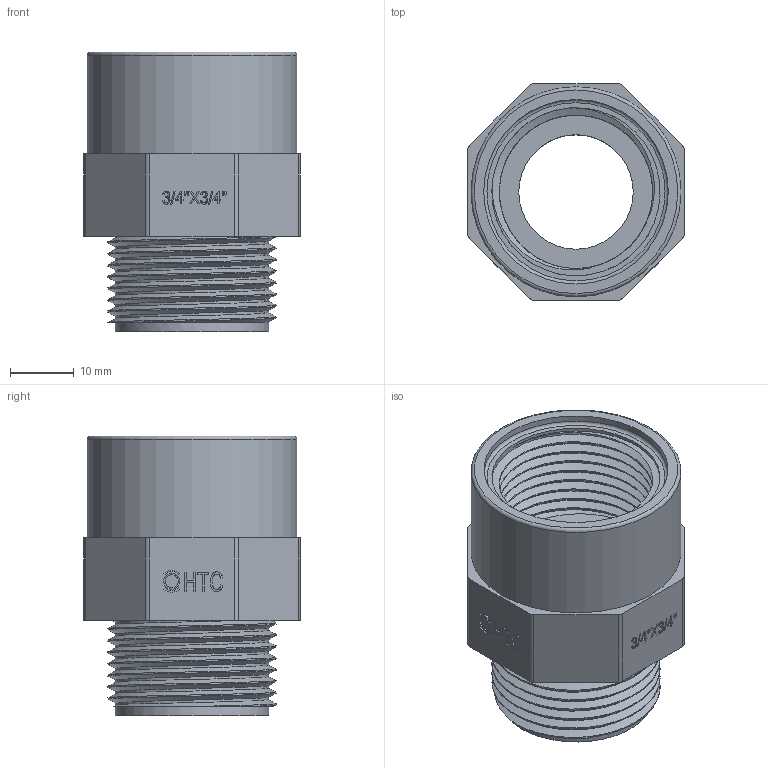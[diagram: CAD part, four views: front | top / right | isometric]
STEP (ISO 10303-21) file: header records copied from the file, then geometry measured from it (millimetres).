
FILE_DESCRIPTION(/* description */ (''),/* implementation_level */ '2;1');
FILE_NAME(/* name */ 'Z1A025025.stp',/* time_stamp */ '2025-05-15T16:14:00+08:00',/* author */ (''),/* organization */ (''),/* preprocessor_version */ 'ST-DEVELOPER v16.7',/* originating_system */ 'SIEMENS PLM Software NX 12.0',/* authorisation */ '');
FILE_SCHEMA (('AUTOMOTIVE_DESIGN { 1 0 10303 214 3 1 1 1 }'));
Length unit declared in the file: millimetre
Products named in the file (1): Admi0674FAD7a5d1
Bounding box: 34 x 34 x 44 mm (x, y, z)
Volume: 17651.9 mm3; surface area: 10434.1 mm2
Topology: 1 solids, 1 shells, 331 faces, 877 edges, 584 vertices
Faces by surface type: plane 194, extrusion 94, cylinder 37, bspline 4, torus 2
Full cylindrical faces by diameter (mm): 2 x1, 2.5 x1, 18 x1, 24.117 x7, 26.441 x9, 29 x1, 33 x1
Entity records: 14224 total; most frequent: CARTESIAN_POINT 7366, ORIENTED_EDGE 1636, DIRECTION 908, EDGE_CURVE 818, B_SPLINE_CURVE_WITH_KNOTS 580, VERTEX_POINT 550, VECTOR 380, EDGE_LOOP 362
